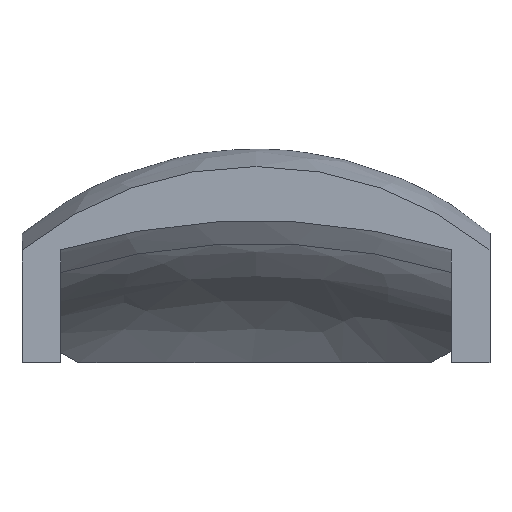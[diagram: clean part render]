
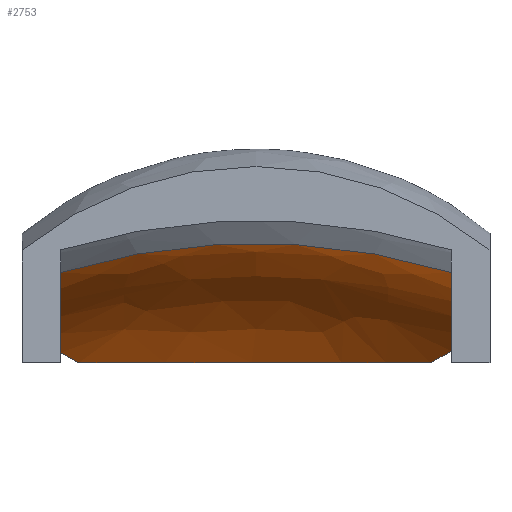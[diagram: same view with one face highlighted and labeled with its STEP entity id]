
A CAD part, front view. The second image highlights one B-rep face of the part: STEP entity #2753.
In plain terms, the highlighted free-form (B-spline) face has degree [3, 3] with [4, 8] control points.
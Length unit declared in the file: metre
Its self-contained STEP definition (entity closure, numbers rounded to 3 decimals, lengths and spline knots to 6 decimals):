
#564=CIRCLE('',#2928,0.086262);
#651=ORIENTED_EDGE('',*,*,#1519,.T.);
#652=ORIENTED_EDGE('',*,*,#1520,.T.);
#653=ORIENTED_EDGE('',*,*,#1521,.F.);
#654=ORIENTED_EDGE('',*,*,#1522,.T.);
#655=ORIENTED_EDGE('',*,*,#1523,.T.);
#656=ORIENTED_EDGE('',*,*,#1524,.T.);
#1519=EDGE_CURVE('',#1953,#1954,#2243,.T.);
#1520=EDGE_CURVE('',#1954,#1955,#2244,.T.);
#1521=EDGE_CURVE('',#1956,#1955,#2245,.T.);
#1522=EDGE_CURVE('',#1956,#1957,#564,.T.);
#1523=EDGE_CURVE('',#1957,#1958,#2246,.T.);
#1524=EDGE_CURVE('',#1958,#1953,#2247,.T.);
#1953=VERTEX_POINT('',#3902);
#1954=VERTEX_POINT('',#3903);
#1955=VERTEX_POINT('',#3908);
#1956=VERTEX_POINT('',#3919);
#1957=VERTEX_POINT('',#3921);
#1958=VERTEX_POINT('',#3932);
#2243=B_SPLINE_CURVE_WITH_KNOTS('',3,(#3895,#3896,#3897,#3898,#3899,#3900,
#3901),.UNSPECIFIED.,.F.,.F.,(4,1,1,1,4),(0.,0.011424,
0.022848,0.034272,0.045695),.UNSPECIFIED.);
#2244=B_SPLINE_CURVE_WITH_KNOTS('',3,(#3904,#3905,#3906,#3907),
 .UNSPECIFIED.,.F.,.F.,(4,4),(0.,0.003643),
 .UNSPECIFIED.);
#2245=B_SPLINE_CURVE_WITH_KNOTS('',3,(#3909,#3910,#3911,#3912,#3913,#3914,
#3915,#3916,#3917,#3918),.UNSPECIFIED.,.F.,.F.,(4,2,2,2,4),(0.,0.25,0.5,
0.75,1.),.UNSPECIFIED.);
#2246=B_SPLINE_CURVE_WITH_KNOTS('',3,(#3922,#3923,#3924,#3925,#3926,#3927,
#3928,#3929,#3930,#3931),.UNSPECIFIED.,.F.,.F.,(4,2,2,2,4),(0.,0.25,0.5,
0.75,1.),.UNSPECIFIED.);
#2247=B_SPLINE_CURVE_WITH_KNOTS('',3,(#3933,#3934,#3935,#3936),
 .UNSPECIFIED.,.F.,.F.,(4,4),(0.,0.003191),
 .UNSPECIFIED.);
#2393=EDGE_LOOP('',(#651,#652,#653,#654,#655,#656));
#2571=FACE_BOUND('',#2393,.T.);
#2749=(
BOUNDED_SURFACE()
B_SPLINE_SURFACE(3,3,((#3863,#3864,#3865,#3866,#3867,#3868,#3869,#3870),
(#3871,#3872,#3873,#3874,#3875,#3876,#3877,#3878),(#3879,#3880,#3881,#3882,
#3883,#3884,#3885,#3886),(#3887,#3888,#3889,#3890,#3891,#3892,#3893,#3894)),
 .UNSPECIFIED.,.F.,.F.,.F.)
B_SPLINE_SURFACE_WITH_KNOTS((4,4),(4,2,2,4),(0.,1.),(0.,0.25,0.5,0.636671),
 .UNSPECIFIED.)
GEOMETRIC_REPRESENTATION_ITEM()
RATIONAL_B_SPLINE_SURFACE(((1.,1.,1.,1.,1.,1.,1.,1.),(0.971,
0.971,0.971,0.971,0.971,0.971,
0.971,0.971),(0.971,0.971,0.971,
0.971,0.971,0.971,0.971,0.971),
(1.,1.,1.,1.,1.,1.,1.,1.)))
REPRESENTATION_ITEM('')
SURFACE()
);
#2753=ADVANCED_FACE('',(#2571),#2749,.T.);
#2928=AXIS2_PLACEMENT_3D('',#3920,#3175,#3176);
#3175=DIRECTION('',(0.,-1.,0.));
#3176=DIRECTION('',(0.,0.,-1.));
#3863=CARTESIAN_POINT('',(0.025231,0.049165,0.019207));
#3864=CARTESIAN_POINT('',(0.025231,0.052549,0.01827));
#3865=CARTESIAN_POINT('',(0.025231,0.055794,0.016837));
#3866=CARTESIAN_POINT('',(0.025231,0.061736,0.013096));
#3867=CARTESIAN_POINT('',(0.025231,0.064432,0.01079));
#3868=CARTESIAN_POINT('',(0.025231,0.068001,0.006697));
#3869=CARTESIAN_POINT('',(0.025231,0.069147,0.00515));
#3870=CARTESIAN_POINT('',(0.025231,0.070162,0.003521));
#3871=CARTESIAN_POINT('',(0.008663,0.049165,0.024274));
#3872=CARTESIAN_POINT('',(0.008663,0.052549,0.023338));
#3873=CARTESIAN_POINT('',(0.008663,0.055794,0.021905));
#3874=CARTESIAN_POINT('',(0.008663,0.061736,0.018164));
#3875=CARTESIAN_POINT('',(0.008663,0.064432,0.015857));
#3876=CARTESIAN_POINT('',(0.008663,0.068001,0.011765));
#3877=CARTESIAN_POINT('',(0.008663,0.069147,0.010217));
#3878=CARTESIAN_POINT('',(0.008663,0.070162,0.008589));
#3879=CARTESIAN_POINT('',(-0.008663,0.049165,0.024274));
#3880=CARTESIAN_POINT('',(-0.008663,0.052549,0.023338));
#3881=CARTESIAN_POINT('',(-0.008663,0.055794,0.021905));
#3882=CARTESIAN_POINT('',(-0.008663,0.061736,0.018164));
#3883=CARTESIAN_POINT('',(-0.008663,0.064432,0.015857));
#3884=CARTESIAN_POINT('',(-0.008663,0.068001,0.011765));
#3885=CARTESIAN_POINT('',(-0.008663,0.069147,0.010217));
#3886=CARTESIAN_POINT('',(-0.008663,0.070162,0.008589));
#3887=CARTESIAN_POINT('',(-0.025231,0.049165,0.019207));
#3888=CARTESIAN_POINT('',(-0.025231,0.052549,0.01827));
#3889=CARTESIAN_POINT('',(-0.025231,0.055794,0.016837));
#3890=CARTESIAN_POINT('',(-0.025231,0.061736,0.013096));
#3891=CARTESIAN_POINT('',(-0.025231,0.064432,0.01079));
#3892=CARTESIAN_POINT('',(-0.025231,0.068001,0.006697));
#3893=CARTESIAN_POINT('',(-0.025231,0.069147,0.00515));
#3894=CARTESIAN_POINT('',(-0.025231,0.070162,0.003521));
#3895=CARTESIAN_POINT('',(-0.022891,0.067796,0.007555));
#3896=CARTESIAN_POINT('',(-0.019157,0.068612,0.007555));
#3897=CARTESIAN_POINT('',(-0.011612,0.06967,0.007555));
#3898=CARTESIAN_POINT('',(-0.000167,0.070155,0.007555));
#3899=CARTESIAN_POINT('',(0.01128,0.069698,0.007555));
#3900=CARTESIAN_POINT('',(0.018828,0.068666,0.007555));
#3901=CARTESIAN_POINT('',(0.022565,0.067866,0.007555));
#3902=CARTESIAN_POINT('',(-0.022891,0.067796,0.007555));
#3903=CARTESIAN_POINT('',(0.022565,0.067866,0.007555));
#3904=CARTESIAN_POINT('',(0.022565,0.067866,0.007555));
#3905=CARTESIAN_POINT('',(0.023471,0.067254,0.008085));
#3906=CARTESIAN_POINT('',(0.02436,0.0666,0.008591));
#3907=CARTESIAN_POINT('',(0.025231,0.065902,0.009072));
#3908=CARTESIAN_POINT('',(0.025231,0.065902,0.009072));
#3909=CARTESIAN_POINT('',(0.025231,0.049165,0.019207));
#3910=CARTESIAN_POINT('',(0.025231,0.052549,0.01827));
#3911=CARTESIAN_POINT('',(0.025231,0.055794,0.016837));
#3912=CARTESIAN_POINT('',(0.025231,0.061736,0.013096));
#3913=CARTESIAN_POINT('',(0.025231,0.064432,0.01079));
#3914=CARTESIAN_POINT('',(0.025231,0.069047,0.005498));
#3915=CARTESIAN_POINT('',(0.025231,0.070966,0.002513));
#3916=CARTESIAN_POINT('',(0.025231,0.073863,-0.003883));
#3917=CARTESIAN_POINT('',(0.025231,0.074842,-0.007293));
#3918=CARTESIAN_POINT('',(0.025231,0.07531,-0.010772));
#3919=CARTESIAN_POINT('',(0.025231,0.049165,0.019207));
#3920=CARTESIAN_POINT('',(0.,0.049165,-0.063283));
#3921=CARTESIAN_POINT('',(-0.025231,0.049165,0.019207));
#3922=CARTESIAN_POINT('',(-0.025231,0.049165,0.019207));
#3923=CARTESIAN_POINT('',(-0.025231,0.052549,0.01827));
#3924=CARTESIAN_POINT('',(-0.025231,0.055794,0.016837));
#3925=CARTESIAN_POINT('',(-0.025231,0.061736,0.013096));
#3926=CARTESIAN_POINT('',(-0.025231,0.064432,0.01079));
#3927=CARTESIAN_POINT('',(-0.025231,0.069047,0.005498));
#3928=CARTESIAN_POINT('',(-0.025231,0.070966,0.002513));
#3929=CARTESIAN_POINT('',(-0.025231,0.073863,-0.003883));
#3930=CARTESIAN_POINT('',(-0.025231,0.074842,-0.007293));
#3931=CARTESIAN_POINT('',(-0.025231,0.07531,-0.010772));
#3932=CARTESIAN_POINT('',(-0.025231,0.066079,0.008881));
#3933=CARTESIAN_POINT('',(-0.025231,0.066079,0.008881));
#3934=CARTESIAN_POINT('',(-0.024465,0.066685,0.008459));
#3935=CARTESIAN_POINT('',(-0.023684,0.067256,0.008016));
#3936=CARTESIAN_POINT('',(-0.022891,0.067796,0.007555));
